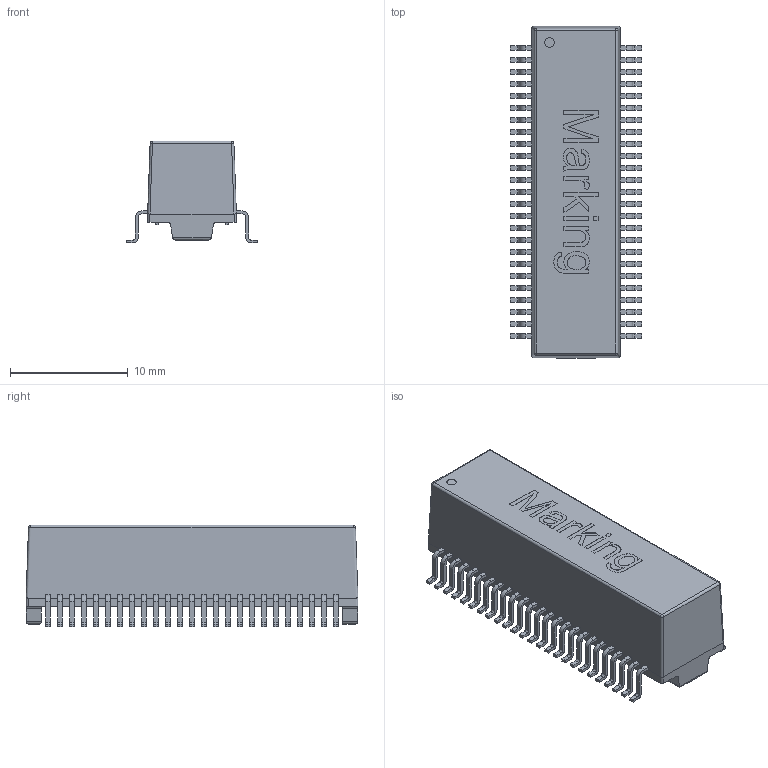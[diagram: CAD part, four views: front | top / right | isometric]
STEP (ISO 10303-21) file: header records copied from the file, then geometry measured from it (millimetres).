
FILE_DESCRIPTION(/* description */ ('Unknown'),/* implementation_level */ '2;1');
FILE_NAME(/* name */ 'T_Wurth_WE-LAN_749020022A',/* time_stamp */ '2025-08-26T16:45:36+08:00',/* author */ ('Unknown'),/* organization */ ('Unknown'),/* preprocessor_version */ 'ST-DEVELOPER v19.4',/* originating_system */ 'Solid Edge',/* authorisation */ 'Unknown');
FILE_SCHEMA (('AUTOMOTIVE_DESIGN {1 0 10303 214 3 1 1}'));
Length unit declared in the file: millimetre
Products named in the file (2): T_Wurth_WE-LAN_749020022A
Assembly tree (1 placements, depth 2):
  T_Wurth_WE-LAN_749020022A
    T_Wurth_WE-LAN_749020022A
Bounding box: 11.16 x 28.2 x 8.66 mm (x, y, z)
Volume: 741.9 mm3; surface area: 1611.4 mm2
Topology: 1 solids, 1 shells, 1334 faces, 3701 edges, 2424 vertices
Faces by surface type: plane 983, cylinder 330, bspline 15, sphere 6
Full cylindrical faces by diameter (mm): 0.8 x1
Entity records: 52293 total; most frequent: CARTESIAN_POINT 8520, ORIENTED_EDGE 7386, DIRECTION 6851, EDGE_CURVE 3693, LINE 2913, VECTOR 2913, VERTEX_POINT 2424, AXIS2_PLACEMENT_3D 1969
